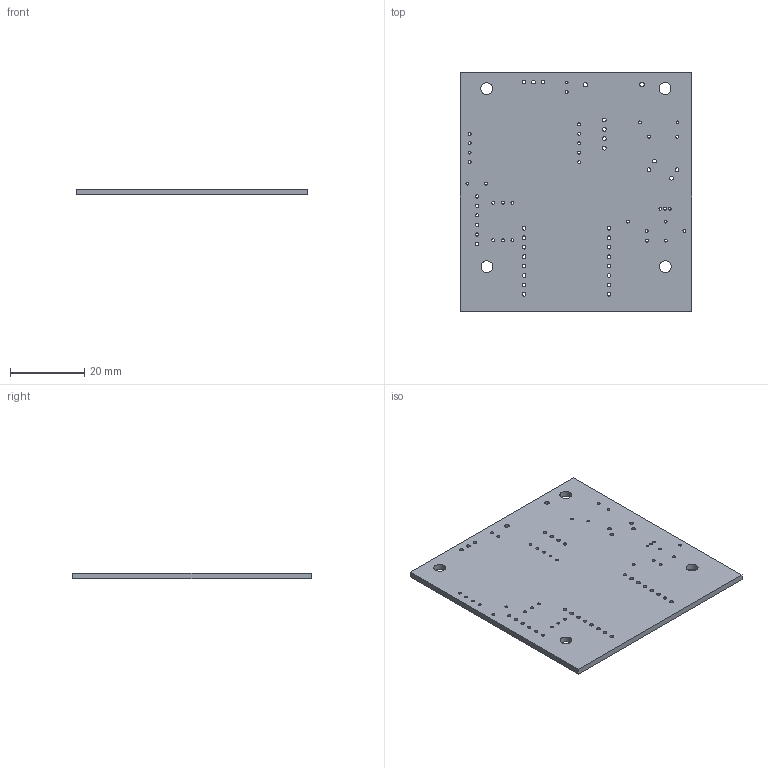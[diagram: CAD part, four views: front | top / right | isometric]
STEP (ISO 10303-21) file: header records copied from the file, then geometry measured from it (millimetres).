
FILE_DESCRIPTION(('KiCad electronic assembly'),'2;1');
FILE_NAME('CO2Guard.step','2022-01-14T07:32:09',('Pcbnew'),('Kicad'), 'Open CASCADE STEP processor 7.5','KiCad to STEP converter','Unknown' );
FILE_SCHEMA(('AUTOMOTIVE_DESIGN { 1 0 10303 214 1 1 1 1 }'));
Length unit declared in the file: millimetre
Products named in the file (2): CO2Guard 1; CO2Guard PCB
Assembly tree (1 placements, depth 2):
  CO2Guard 1
    CO2Guard PCB
Bounding box: 62.28 x 64.16 x 1.6 mm (x, y, z)
Volume: 6271 mm3; surface area: 8608.8 mm2
Topology: 1 solids, 1 shells, 77 faces, 225 edges, 150 vertices
Faces by surface type: cylinder 71, plane 6
Full cylindrical faces by diameter (mm): 0.75 x3, 0.762 x9, 0.8 x20, 0.9 x6, 1 x27, 1.2 x2, 3.2 x4
Entity records: 5897 total; most frequent: DIRECTION 975, CARTESIAN_POINT 904, ORIENTED_EDGE 450, PCURVE 450, DEFINITIONAL_REPRESENTATION 450, LINE 391, VECTOR 391, CIRCLE 284
